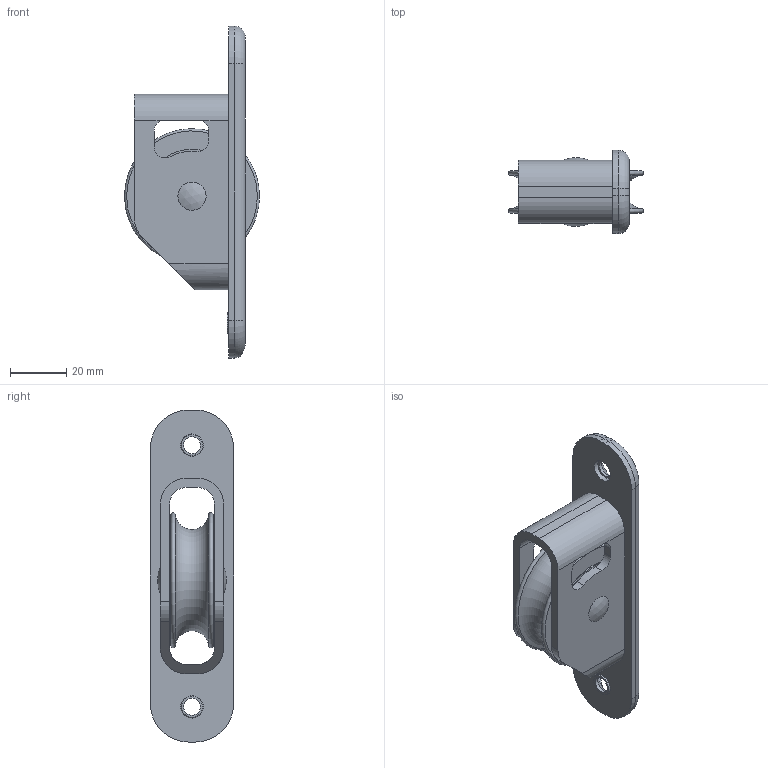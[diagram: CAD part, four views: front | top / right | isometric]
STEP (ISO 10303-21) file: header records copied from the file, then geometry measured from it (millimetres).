
FILE_DESCRIPTION(/* description */ (''),/* implementation_level */ '2;1');
FILE_NAME(/* name */ '00518.stp',/* time_stamp */ '2016-05-04T16:53:54+02:00',/* author */ ('Nicola'),/* organization */ (''),/* preprocessor_version */ 'ST-DEVELOPER v16.1',/* originating_system */ 'Autodesk Inventor 2016',/* authorisation */ '');
FILE_SCHEMA (('AUTOMOTIVE_DESIGN { 1 0 10303 214 3 1 1 }'));
Length unit declared in the file: millimetre
Products named in the file (1): 00518
Bounding box: 47.99 x 29.5 x 118 mm (x, y, z)
Volume: 45895.3 mm3; surface area: 18599.6 mm2
Topology: 1 solids, 1 shells, 98 faces, 259 edges, 163 vertices
Faces by surface type: cylinder 45, plane 34, torus 11, cone 6, sphere 2
Full cylindrical faces by diameter (mm): 6 x2, 7.5 x2, 8 x2, 14 x2, 33.4 x2
Entity records: 3017 total; most frequent: CARTESIAN_POINT 614, DIRECTION 523, ORIENTED_EDGE 464, EDGE_CURVE 232, AXIS2_PLACEMENT_3D 208, VERTEX_POINT 155, EDGE_LOOP 129, LINE 107
